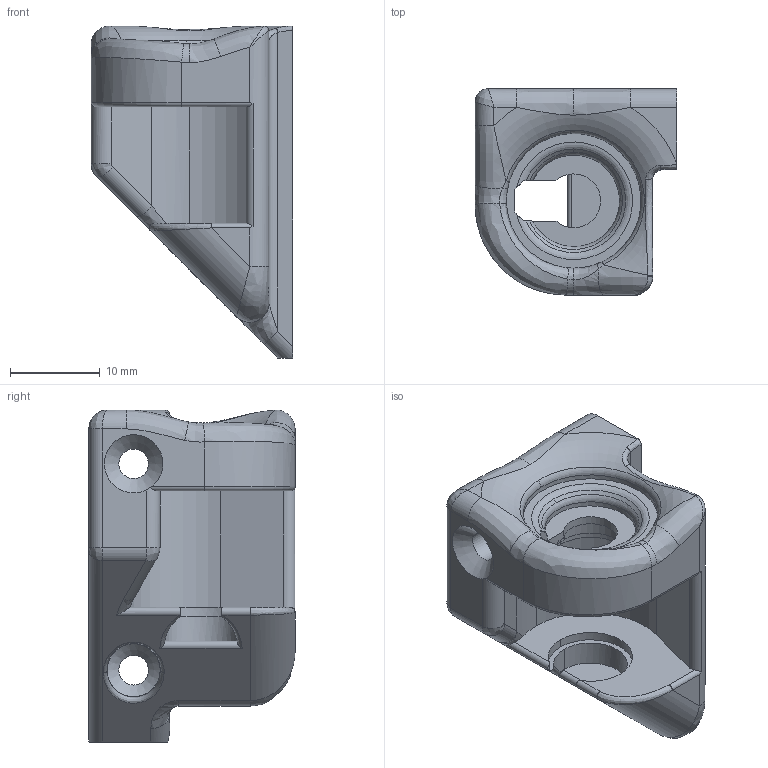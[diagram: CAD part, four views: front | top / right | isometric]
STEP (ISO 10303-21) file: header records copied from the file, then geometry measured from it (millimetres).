
FILE_DESCRIPTION(('HOOPS Exchange Step'),'2;1');
FILE_NAME('temp_export','2024-12-21T17:11:03+08:00',('27699'),('Shapr3D Limited'),'HOOPS Exchange 2024.6','Shapr3D','Authorized');
FILE_SCHEMA( ('AP242_MANAGED_MODEL_BASED_3D_ENGINEERING_MIM_LF {1 0 10303 442 1 1 4 }') );
Length unit declared in the file: millimetre
Products named in the file (1): Z轴丝杆-Z轴cnc主体连接件（下端）
Bounding box: 22.5 x 23 x 37 mm (x, y, z)
Volume: 6571.9 mm3; surface area: 4153.4 mm2
Topology: 1 solids, 1 shells, 113 faces, 305 edges, 192 vertices
Faces by surface type: cylinder 38, plane 31, bspline 30, torus 8, cone 6
Full cylindrical faces by diameter (mm): 3.3 x2, 6 x1
Entity records: 6643 total; most frequent: CARTESIAN_POINT 4083, ORIENTED_EDGE 606, DIRECTION 430, EDGE_CURVE 303, VERTEX_POINT 192, AXIS2_PLACEMENT_3D 167, EDGE_LOOP 119, FACE_BOUND 119
